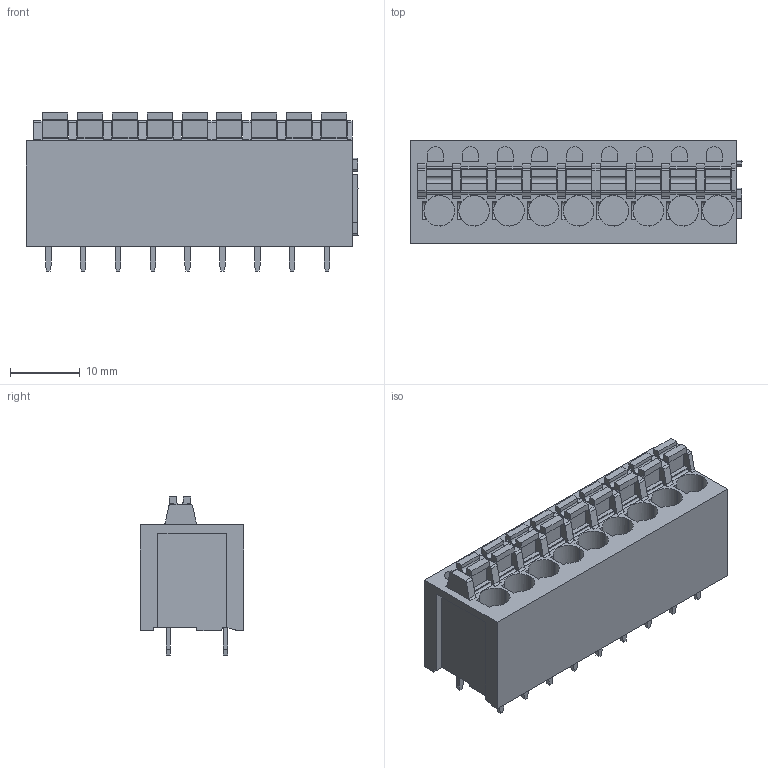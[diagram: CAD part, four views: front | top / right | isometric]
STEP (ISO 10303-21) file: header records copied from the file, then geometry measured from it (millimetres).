
FILE_DESCRIPTION(('CATIA V5 STEP Exchange','CAx-IF Rec.Pracs.--- Model Styling and Organization---1.4--- 2014-01-23'),'2;1');
FILE_NAME ('D1491529_0_1425110000_1425110000.stp','2021-06-28T08:43:50+00:00',('none'),('Weidmueller'),'CATIA Version 5-6 Release 2016 SP3 HF44','CATIA V5 STEP AP214','none');
FILE_SCHEMA(('AUTOMOTIVE_DESIGN { 1 0 10303 214 1 1 1 1 }'));
Length unit declared in the file: millimetre
Products named in the file (1): 1425110000
Bounding box: 47.65 x 14.8 x 22.7 mm (x, y, z)
Volume: 9721.6 mm3; surface area: 5948.6 mm2
Topology: 28 solids, 28 shells, 645 faces, 1704 edges, 1136 vertices
Faces by surface type: plane 491, cylinder 154
Entity records: 19164 total; most frequent: ORIENTED_EDGE 3408, CARTESIAN_POINT 3407, DIRECTION 2523, EDGE_CURVE 1704, VECTOR 1378, LINE 1378, VERTEX_POINT 1136, AXIS2_PLACEMENT_3D 725
